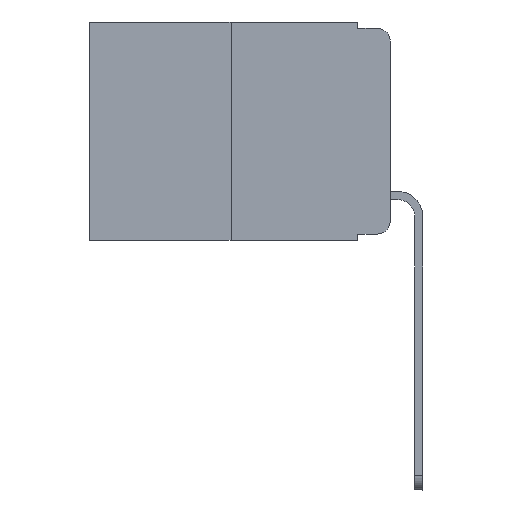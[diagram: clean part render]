
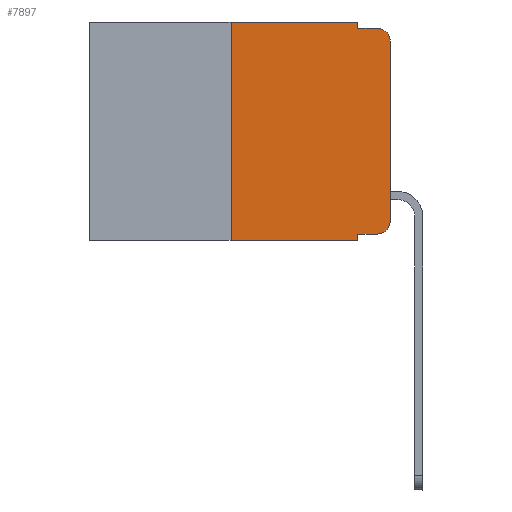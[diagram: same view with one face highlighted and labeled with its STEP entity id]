
A CAD part, left-side view. The second image highlights one B-rep face of the part: STEP entity #7897.
In plain terms, the highlighted planar face has unit normal (-1, 0, 0).
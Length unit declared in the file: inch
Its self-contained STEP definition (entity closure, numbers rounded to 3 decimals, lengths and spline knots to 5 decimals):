
#15 = LINE ( 'NONE', #17981, #15490 ) ;
#33 = VERTEX_POINT ( 'NONE', #13916 ) ;
#422 = CARTESIAN_POINT ( 'NONE',  ( 0., 0.25, -0.343 ) ) ;
#547 = CARTESIAN_POINT ( 'NONE',  ( 0., 0.473, 0. ) ) ;
#641 = CARTESIAN_POINT ( 'NONE',  ( 0., 0., -0.03 ) ) ;
#691 = EDGE_CURVE ( 'NONE', #13998, #20804, #18806, .T. ) ;
#912 = CARTESIAN_POINT ( 'NONE',  ( 0., 0.473, -0.343 ) ) ;
#1291 = ORIENTED_EDGE ( 'NONE', *, *, #5453, .T. ) ;
#2289 = EDGE_CURVE ( 'NONE', #20804, #33, #5548, .T. ) ;
#2528 = EDGE_CURVE ( 'NONE', #6869, #33, #7791, .T. ) ;
#2715 = PLANE ( 'NONE',  #3599 ) ;
#3348 = DIRECTION ( 'NONE',  ( 0., -1., 0. ) ) ;
#3567 = EDGE_CURVE ( 'NONE', #18452, #8492, #15, .T. ) ;
#3593 = CARTESIAN_POINT ( 'NONE',  ( 0., 0.051, -0.01 ) ) ;
#3599 = AXIS2_PLACEMENT_3D ( 'NONE', #9242, #6015, #12560 ) ;
#4231 = CIRCLE ( 'NONE', #15128, 0.02 ) ;
#5234 = CARTESIAN_POINT ( 'NONE',  ( 0., 0.051, -0.01 ) ) ;
#5443 = DIRECTION ( 'NONE',  ( 0., 0., -1. ) ) ;
#5453 = EDGE_CURVE ( 'NONE', #8492, #14352, #4231, .T. ) ;
#5479 = VECTOR ( 'NONE', #10760, 39.37008 ) ;
#5548 = LINE ( 'NONE', #5234, #16435 ) ;
#5897 = VECTOR ( 'NONE', #5443, 39.37008 ) ;
#6015 = DIRECTION ( 'NONE',  ( 1., 0., 0. ) ) ;
#6600 = ORIENTED_EDGE ( 'NONE', *, *, #2289, .F. ) ;
#6774 = CARTESIAN_POINT ( 'NONE',  ( 0., 0., 0. ) ) ;
#6869 = VERTEX_POINT ( 'NONE', #641 ) ;
#6909 = VERTEX_POINT ( 'NONE', #422 ) ;
#7094 = DIRECTION ( 'NONE',  ( 0., -1., 0. ) ) ;
#7252 = CARTESIAN_POINT ( 'NONE',  ( 0., 0.25, 0. ) ) ;
#7269 = CARTESIAN_POINT ( 'NONE',  ( 0., 0.051, 0. ) ) ;
#7658 = ORIENTED_EDGE ( 'NONE', *, *, #20378, .F. ) ;
#7734 = DIRECTION ( 'NONE',  ( 0., 0., -1. ) ) ;
#7791 = CIRCLE ( 'NONE', #19699, 0.02 ) ;
#7897 = ADVANCED_FACE ( 'NONE', ( #20654 ), #2715, .F. ) ;
#8492 = VERTEX_POINT ( 'NONE', #19528 ) ;
#8850 = DIRECTION ( 'NONE',  ( 0., -1., 0. ) ) ;
#9184 = EDGE_CURVE ( 'NONE', #18452, #9506, #13576, .T. ) ;
#9242 = CARTESIAN_POINT ( 'NONE',  ( 0., 0.473, 0. ) ) ;
#9506 = VERTEX_POINT ( 'NONE', #18451 ) ;
#9552 = DIRECTION ( 'NONE',  ( -1., 0., 0. ) ) ;
#9760 = ORIENTED_EDGE ( 'NONE', *, *, #16936, .T. ) ;
#9879 = DIRECTION ( 'NONE',  ( 0., 0., 1. ) ) ;
#10296 = LINE ( 'NONE', #547, #12162 ) ;
#10366 = VECTOR ( 'NONE', #9879, 39.37008 ) ;
#10760 = DIRECTION ( 'NONE',  ( 0., 0., 1. ) ) ;
#11091 = DIRECTION ( 'NONE',  ( -1., 0., 0. ) ) ;
#11396 = EDGE_CURVE ( 'NONE', #14352, #6869, #19791, .T. ) ;
#12162 = VECTOR ( 'NONE', #7094, 39.37008 ) ;
#12560 = DIRECTION ( 'NONE',  ( 0., 0., -1. ) ) ;
#12580 = ORIENTED_EDGE ( 'NONE', *, *, #3567, .T. ) ;
#12642 = DIRECTION ( 'NONE',  ( 0., 0., -1. ) ) ;
#12786 = ORIENTED_EDGE ( 'NONE', *, *, #2528, .T. ) ;
#13133 = LINE ( 'NONE', #7252, #5479 ) ;
#13576 = LINE ( 'NONE', #7269, #5897 ) ;
#13916 = CARTESIAN_POINT ( 'NONE',  ( 0., 0.02, -0.01 ) ) ;
#13985 = CARTESIAN_POINT ( 'NONE',  ( 0., 0.051, 0. ) ) ;
#13998 = VERTEX_POINT ( 'NONE', #13985 ) ;
#14352 = VERTEX_POINT ( 'NONE', #15433 ) ;
#14385 = ORIENTED_EDGE ( 'NONE', *, *, #19382, .F. ) ;
#14857 = ORIENTED_EDGE ( 'NONE', *, *, #691, .F. ) ;
#15128 = AXIS2_PLACEMENT_3D ( 'NONE', #15838, #9552, #7734 ) ;
#15433 = CARTESIAN_POINT ( 'NONE',  ( 0., 0., -0.313 ) ) ;
#15490 = VECTOR ( 'NONE', #3348, 39.37008 ) ;
#15628 = VERTEX_POINT ( 'NONE', #17266 ) ;
#15838 = CARTESIAN_POINT ( 'NONE',  ( 0., 0.02, -0.313 ) ) ;
#16435 = VECTOR ( 'NONE', #16781, 39.37008 ) ;
#16781 = DIRECTION ( 'NONE',  ( 0., -1., 0. ) ) ;
#16936 = EDGE_CURVE ( 'NONE', #6909, #9506, #16976, .T. ) ;
#16976 = LINE ( 'NONE', #912, #17688 ) ;
#17266 = CARTESIAN_POINT ( 'NONE',  ( 0., 0.25, 0. ) ) ;
#17688 = VECTOR ( 'NONE', #8850, 39.37008 ) ;
#17935 = EDGE_LOOP ( 'NONE', ( #20189, #12786, #6600, #14857, #7658, #14385, #9760, #20108, #12580, #1291 ) ) ;
#17981 = CARTESIAN_POINT ( 'NONE',  ( 0., 0.051, -0.333 ) ) ;
#18010 = CARTESIAN_POINT ( 'NONE',  ( 0., 0.051, -0.333 ) ) ;
#18451 = CARTESIAN_POINT ( 'NONE',  ( 0., 0.051, -0.343 ) ) ;
#18452 = VERTEX_POINT ( 'NONE', #18010 ) ;
#18806 = LINE ( 'NONE', #20424, #19992 ) ;
#19382 = EDGE_CURVE ( 'NONE', #6909, #15628, #13133, .T. ) ;
#19528 = CARTESIAN_POINT ( 'NONE',  ( 0., 0.02, -0.333 ) ) ;
#19699 = AXIS2_PLACEMENT_3D ( 'NONE', #20919, #11091, #21020 ) ;
#19791 = LINE ( 'NONE', #6774, #10366 ) ;
#19992 = VECTOR ( 'NONE', #12642, 39.37008 ) ;
#20108 = ORIENTED_EDGE ( 'NONE', *, *, #9184, .F. ) ;
#20189 = ORIENTED_EDGE ( 'NONE', *, *, #11396, .T. ) ;
#20378 = EDGE_CURVE ( 'NONE', #15628, #13998, #10296, .T. ) ;
#20424 = CARTESIAN_POINT ( 'NONE',  ( 0., 0.051, 0. ) ) ;
#20654 = FACE_OUTER_BOUND ( 'NONE', #17935, .T. ) ;
#20804 = VERTEX_POINT ( 'NONE', #3593 ) ;
#20919 = CARTESIAN_POINT ( 'NONE',  ( 0., 0.02, -0.03 ) ) ;
#21020 = DIRECTION ( 'NONE',  ( 0., 0., -1. ) ) ;
